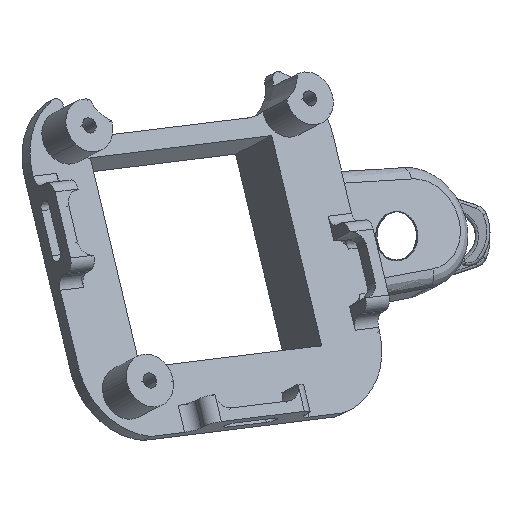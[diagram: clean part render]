
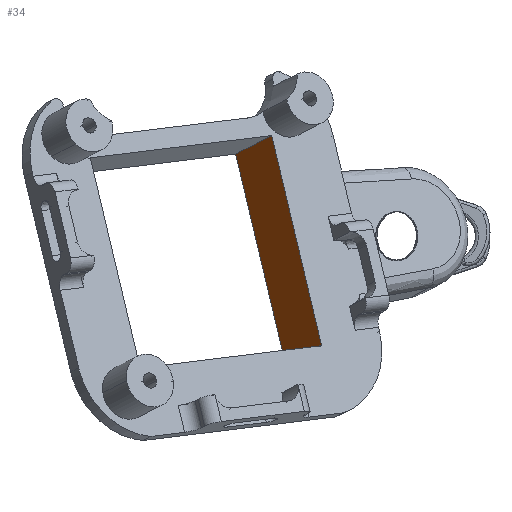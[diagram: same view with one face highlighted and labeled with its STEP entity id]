
A CAD part, left-side view. The second image highlights one B-rep face of the part: STEP entity #34.
In plain terms, the highlighted planar face has unit normal (-0.55, 0.829, -0.102).
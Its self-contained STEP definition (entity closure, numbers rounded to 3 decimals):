
#34=ADVANCED_FACE('',(#337),#4552,.T.);
#337=FACE_OUTER_BOUND('',#635,.T.);
#635=EDGE_LOOP('',(#1097,#1098,#1099,#1100));
#1097=ORIENTED_EDGE('',*,*,#2441,.F.);
#1098=ORIENTED_EDGE('',*,*,#2551,.F.);
#1099=ORIENTED_EDGE('',*,*,#2507,.T.);
#1100=ORIENTED_EDGE('',*,*,#2552,.T.);
#2441=EDGE_CURVE('',#3916,#3915,#3534,.T.);
#2507=EDGE_CURVE('',#3976,#3977,#3572,.T.);
#2551=EDGE_CURVE('',#3976,#3916,#3599,.T.);
#2552=EDGE_CURVE('',#3977,#3915,#3600,.T.);
#3534=B_SPLINE_CURVE_WITH_KNOTS('',1,(#12805,#12806),.UNSPECIFIED.,.F.,.F.,
(2,2),(0.,14.),.UNSPECIFIED.);
#3572=B_SPLINE_CURVE_WITH_KNOTS('',1,(#13150,#13151),.UNSPECIFIED.,.F.,.F.,
(2,2),(0.,14.),.UNSPECIFIED.);
#3599=B_SPLINE_CURVE_WITH_KNOTS('',1,(#13273,#13274),.UNSPECIFIED.,.F.,.F.,
(2,2),(0.,4.5),.UNSPECIFIED.);
#3600=B_SPLINE_CURVE_WITH_KNOTS('',1,(#13275,#13276),.UNSPECIFIED.,.F.,.F.,
(2,2),(0.,4.5),.UNSPECIFIED.);
#3915=VERTEX_POINT('',#12267);
#3916=VERTEX_POINT('',#12268);
#3976=VERTEX_POINT('',#12328);
#3977=VERTEX_POINT('',#12329);
#4552=PLANE('',#4698);
#4698=AXIS2_PLACEMENT_3D('',#5122,#4759,$);
#4759=DIRECTION('',(-0.55,0.829,-0.102));
#5122=CARTESIAN_POINT('',(-61.001,9.516,-21.505));
#12267=CARTESIAN_POINT('',(-68.142,5.011,-19.591));
#12268=CARTESIAN_POINT('',(-65.818,8.199,-6.158));
#12328=CARTESIAN_POINT('',(-62.135,10.498,-7.341));
#12329=CARTESIAN_POINT('',(-64.459,7.311,-20.774));
#12805=CARTESIAN_POINT('',(-65.818,8.199,-6.158));
#12806=CARTESIAN_POINT('',(-68.142,5.011,-19.591));
#13150=CARTESIAN_POINT('',(-62.135,10.498,-7.341));
#13151=CARTESIAN_POINT('',(-64.459,7.311,-20.774));
#13273=CARTESIAN_POINT('',(-62.135,10.498,-7.341));
#13274=CARTESIAN_POINT('',(-65.818,8.199,-6.158));
#13275=CARTESIAN_POINT('',(-64.459,7.311,-20.774));
#13276=CARTESIAN_POINT('',(-68.142,5.011,-19.591));
